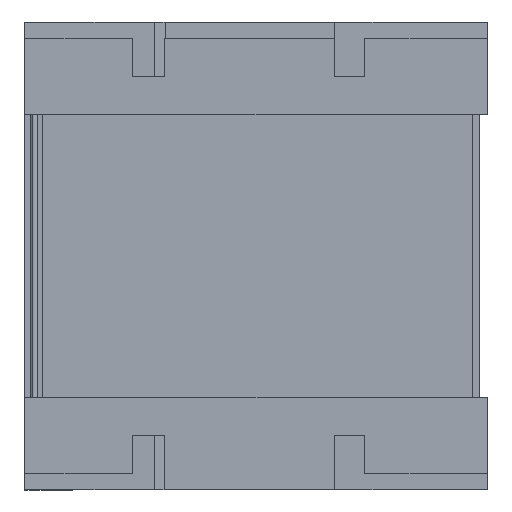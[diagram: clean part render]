
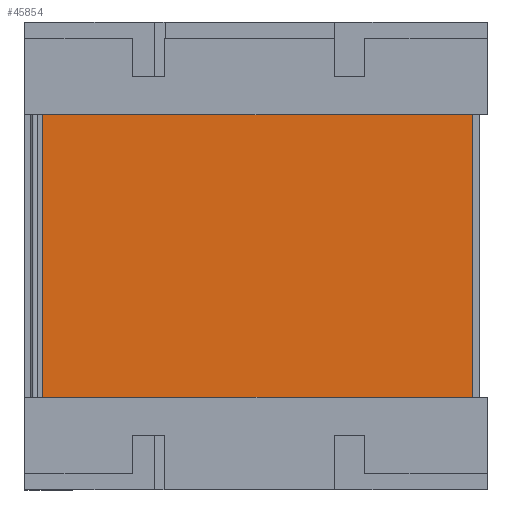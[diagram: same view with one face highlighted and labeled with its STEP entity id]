
A CAD part, left-side view. The second image highlights one B-rep face of the part: STEP entity #45854.
In plain terms, the highlighted planar face has unit normal (-1, 0, 0).
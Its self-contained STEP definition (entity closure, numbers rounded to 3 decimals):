
#3013=LINE('',#66746,#5963);
#3016=LINE('',#66756,#5966);
#3019=LINE('',#66762,#5969);
#3020=LINE('',#66764,#5970);
#3021=LINE('',#66765,#5971);
#3022=LINE('',#66767,#5972);
#3023=LINE('',#66769,#5973);
#3024=LINE('',#66771,#5974);
#3025=LINE('',#66773,#5975);
#3026=LINE('',#66775,#5976);
#3027=LINE('',#66777,#5977);
#3028=LINE('',#66778,#5978);
#5963=VECTOR('',#53877,33.07);
#5966=VECTOR('',#53884,34.93);
#5969=VECTOR('',#53889,0.5);
#5970=VECTOR('',#53890,11.);
#5971=VECTOR('',#53891,0.5);
#5972=VECTOR('',#53892,61.);
#5973=VECTOR('',#53893,33.07);
#5974=VECTOR('',#53894,0.5);
#5975=VECTOR('',#53895,11.);
#5976=VECTOR('',#53896,0.5);
#5977=VECTOR('',#53897,34.93);
#5978=VECTOR('',#53898,61.);
#9770=FACE_OUTER_BOUND('',#12362,.T.);
#12362=EDGE_LOOP('',(#29212,#29213,#29214,#29215,#29216,#29217,#29218,#29219,
#29220,#29221,#29222,#29223));
#17256=VERTEX_POINT('',#66738);
#17259=VERTEX_POINT('',#66744);
#17263=VERTEX_POINT('',#66753);
#17264=VERTEX_POINT('',#66755);
#17266=VERTEX_POINT('',#66761);
#17267=VERTEX_POINT('',#66763);
#17268=VERTEX_POINT('',#66766);
#17269=VERTEX_POINT('',#66768);
#17270=VERTEX_POINT('',#66770);
#17271=VERTEX_POINT('',#66772);
#17272=VERTEX_POINT('',#66774);
#17273=VERTEX_POINT('',#66776);
#21991=EDGE_CURVE('',#17256,#17259,#3013,.T.);
#21995=EDGE_CURVE('',#17264,#17263,#3016,.T.);
#21998=EDGE_CURVE('',#17266,#17263,#3019,.T.);
#21999=EDGE_CURVE('',#17267,#17266,#3020,.T.);
#22000=EDGE_CURVE('',#17256,#17267,#3021,.T.);
#22001=EDGE_CURVE('',#17259,#17268,#3022,.T.);
#22002=EDGE_CURVE('',#17268,#17269,#3023,.T.);
#22003=EDGE_CURVE('',#17270,#17269,#3024,.T.);
#22004=EDGE_CURVE('',#17271,#17270,#3025,.T.);
#22005=EDGE_CURVE('',#17272,#17271,#3026,.T.);
#22006=EDGE_CURVE('',#17272,#17273,#3027,.T.);
#22007=EDGE_CURVE('',#17273,#17264,#3028,.T.);
#29212=ORIENTED_EDGE('',*,*,#21998,.F.);
#29213=ORIENTED_EDGE('',*,*,#21999,.F.);
#29214=ORIENTED_EDGE('',*,*,#22000,.F.);
#29215=ORIENTED_EDGE('',*,*,#21991,.T.);
#29216=ORIENTED_EDGE('',*,*,#22001,.T.);
#29217=ORIENTED_EDGE('',*,*,#22002,.T.);
#29218=ORIENTED_EDGE('',*,*,#22003,.F.);
#29219=ORIENTED_EDGE('',*,*,#22004,.F.);
#29220=ORIENTED_EDGE('',*,*,#22005,.F.);
#29221=ORIENTED_EDGE('',*,*,#22006,.T.);
#29222=ORIENTED_EDGE('',*,*,#22007,.T.);
#29223=ORIENTED_EDGE('',*,*,#21995,.T.);
#41582=PLANE('',#48592);
#45854=ADVANCED_FACE('',(#9770),#41582,.T.);
#48592=AXIS2_PLACEMENT_3D('',#66760,#53887,#53888);
#53877=DIRECTION('',(0.,1.,0.));
#53884=DIRECTION('',(0.,1.,0.));
#53887=DIRECTION('center_axis',(-1.,0.,0.));
#53888=DIRECTION('ref_axis',(0.,-1.,0.));
#53889=DIRECTION('',(0.,0.,1.));
#53890=DIRECTION('',(0.,-1.,0.));
#53891=DIRECTION('',(0.,0.,-1.));
#53892=DIRECTION('',(0.,0.,-1.));
#53893=DIRECTION('',(0.,-1.,0.));
#53894=DIRECTION('',(0.,0.,-1.));
#53895=DIRECTION('',(0.,1.,0.));
#53896=DIRECTION('',(0.,0.,1.));
#53897=DIRECTION('',(0.,-1.,0.));
#53898=DIRECTION('',(0.,0.,1.));
#66738=CARTESIAN_POINT('',(4.4,48.58,-9.5));
#66744=CARTESIAN_POINT('',(4.4,81.65,-9.5));
#66746=CARTESIAN_POINT('',(4.4,2.65,-9.5));
#66753=CARTESIAN_POINT('',(4.4,37.58,-9.5));
#66755=CARTESIAN_POINT('',(4.4,2.65,-9.5));
#66756=CARTESIAN_POINT('',(4.4,2.65,-9.5));
#66760=CARTESIAN_POINT('Origin',(4.4,42.15,-40.));
#66761=CARTESIAN_POINT('',(4.4,37.58,-10.));
#66762=CARTESIAN_POINT('',(4.4,37.58,-23.5));
#66763=CARTESIAN_POINT('',(4.4,48.58,-10.));
#66764=CARTESIAN_POINT('',(4.4,42.615,-10.));
#66765=CARTESIAN_POINT('',(4.4,48.58,-23.5));
#66766=CARTESIAN_POINT('',(4.4,81.65,-70.5));
#66767=CARTESIAN_POINT('',(4.4,81.65,-9.5));
#66768=CARTESIAN_POINT('',(4.4,48.58,-70.5));
#66769=CARTESIAN_POINT('',(4.4,81.65,-70.5));
#66770=CARTESIAN_POINT('',(4.4,48.58,-70.));
#66771=CARTESIAN_POINT('',(4.4,48.58,-56.5));
#66772=CARTESIAN_POINT('',(4.4,37.58,-70.));
#66773=CARTESIAN_POINT('',(4.4,42.615,-70.));
#66774=CARTESIAN_POINT('',(4.4,37.58,-70.5));
#66775=CARTESIAN_POINT('',(4.4,37.58,-56.5));
#66776=CARTESIAN_POINT('',(4.4,2.65,-70.5));
#66777=CARTESIAN_POINT('',(4.4,81.65,-70.5));
#66778=CARTESIAN_POINT('',(4.4,2.65,-70.5));
